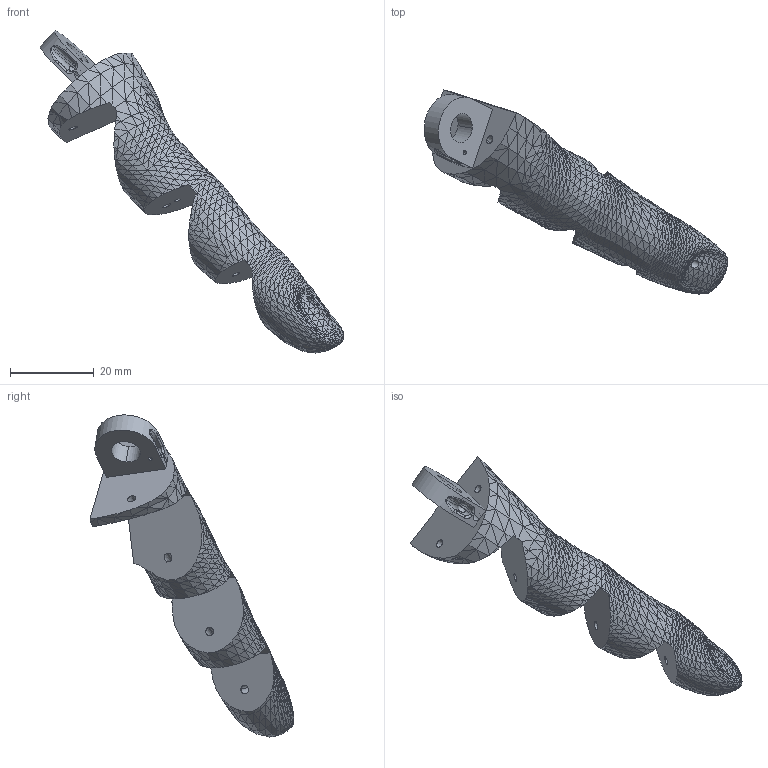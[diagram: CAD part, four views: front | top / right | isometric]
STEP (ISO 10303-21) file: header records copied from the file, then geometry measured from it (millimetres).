
FILE_DESCRIPTION((''),'2;1');
FILE_NAME('OBMP-FAH-1853','2023-10-12T14:37:04',('ccha425'),('Department of Mechanical Engineering, The University of Auckland'),'CREO PARAMETRIC BY PTC INC, 2017260','CREO PARAMETRIC BY PTC INC, 2017260','');
FILE_SCHEMA(('CONFIG_CONTROL_DESIGN'));
Length unit declared in the file: millimetre
Products named in the file (1): OBMP-FAH-1853
Bounding box: 72.35 x 48.55 x 76.77 mm (x, y, z)
Volume: 15733.1 mm3; surface area: 6635.9 mm2
Topology: 1 solids, 1 shells, 1906 faces, 3261 edges, 1316 vertices
Faces by surface type: plane 1837, bspline 45, cylinder 21, torus 2, extrusion 1
Entity records: 43758 total; most frequent: CARTESIAN_POINT 10021, DIRECTION 6875, ORIENTED_EDGE 6444, EDGE_CURVE 3222, VECTOR 3067, LINE 3066, EDGE_LOOP 1920, FACE_OUTER_BOUND 1906
